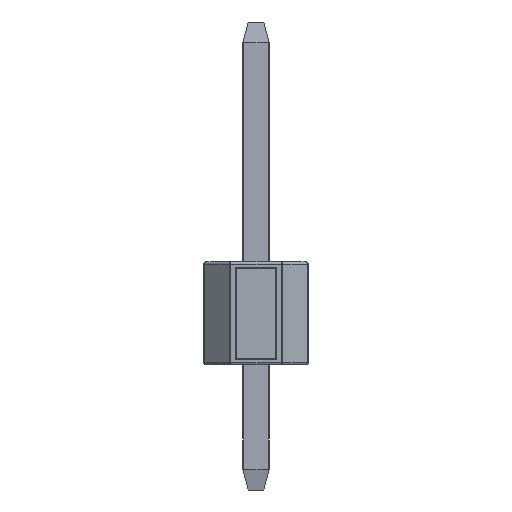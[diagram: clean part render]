
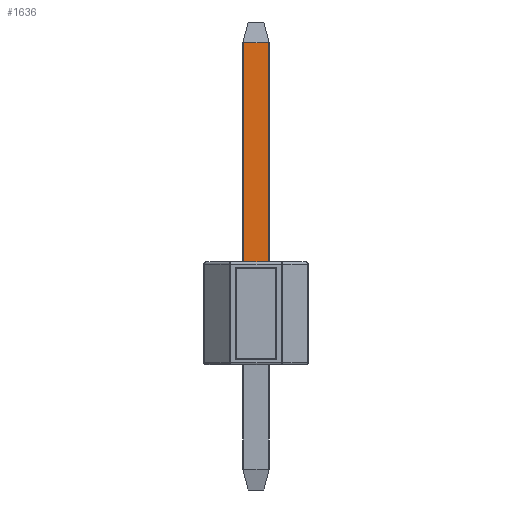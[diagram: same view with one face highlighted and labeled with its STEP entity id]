
A CAD part, left-side view. The second image highlights one B-rep face of the part: STEP entity #1636.
In plain terms, the highlighted planar face has unit normal (-1, 0, 0).
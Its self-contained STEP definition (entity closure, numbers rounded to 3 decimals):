
#287=FACE_OUTER_BOUND('',#381,.T.);
#381=EDGE_LOOP('',(#1326,#1327,#1328,#1329));
#490=LINE('',#2689,#630);
#513=LINE('',#2737,#653);
#514=LINE('',#2739,#654);
#515=LINE('',#2740,#655);
#630=VECTOR('',#2215,10.);
#653=VECTOR('',#2266,10.);
#654=VECTOR('',#2267,10.);
#655=VECTOR('',#2268,10.);
#694=VERTEX_POINT('',#2430);
#697=VERTEX_POINT('',#2437);
#776=VERTEX_POINT('',#2736);
#777=VERTEX_POINT('',#2738);
#946=EDGE_CURVE('',#697,#694,#490,.T.);
#969=EDGE_CURVE('',#776,#694,#513,.T.);
#970=EDGE_CURVE('',#777,#776,#514,.T.);
#971=EDGE_CURVE('',#697,#777,#515,.T.);
#1326=ORIENTED_EDGE('',*,*,#946,.T.);
#1327=ORIENTED_EDGE('',*,*,#969,.F.);
#1328=ORIENTED_EDGE('',*,*,#970,.F.);
#1329=ORIENTED_EDGE('',*,*,#971,.F.);
#1459=PLANE('',#1836);
#1636=ADVANCED_FACE('',(#287),#1459,.T.);
#1836=AXIS2_PLACEMENT_3D('',#2735,#2264,#2265);
#2215=DIRECTION('',(0.,-1.,0.));
#2264=DIRECTION('center_axis',(-1.,0.,0.));
#2265=DIRECTION('ref_axis',(0.,0.,1.));
#2266=DIRECTION('',(0.,0.,-1.));
#2267=DIRECTION('',(0.,-1.,0.));
#2268=DIRECTION('',(0.,0.,1.));
#2430=CARTESIAN_POINT('',(-0.32,-0.297,2.5));
#2437=CARTESIAN_POINT('',(-0.32,0.292,2.5));
#2689=CARTESIAN_POINT('',(-0.32,-0.003,2.5));
#2735=CARTESIAN_POINT('Origin',(-0.32,-0.003,2.645));
#2736=CARTESIAN_POINT('',(-0.32,-0.297,7.832));
#2737=CARTESIAN_POINT('',(-0.32,-0.297,5.493));
#2738=CARTESIAN_POINT('',(-0.32,0.292,7.832));
#2739=CARTESIAN_POINT('',(-0.32,0.158,7.832));
#2740=CARTESIAN_POINT('',(-0.32,0.292,-0.202));
